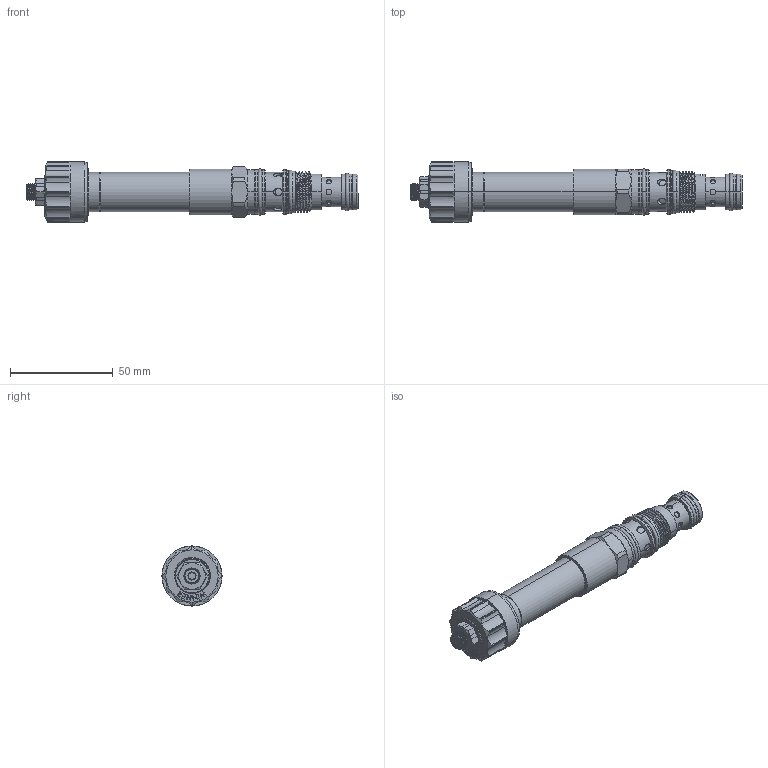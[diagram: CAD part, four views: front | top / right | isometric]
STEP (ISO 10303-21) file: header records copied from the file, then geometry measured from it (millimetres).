
FILE_DESCRIPTION (( 'STEP AP203' ), '1' );
FILE_NAME ('PPC11A3D-L74-1.STEP', '2024-06-27T00:30:36', ( '' ), ( '' ), 'SwSTEP 2.0', 'SolidWorks 2018', '' );
FILE_SCHEMA (( 'CONFIG_CONTROL_DESIGN' ));
Length unit declared in the file: millimetre
Products named in the file (1): PPC11A3D-L74-1
Bounding box: 161.49 x 29.2 x 29.2 mm (x, y, z)
Volume: 53067.3 mm3; surface area: 13844.6 mm2
Topology: 1 solids, 1 shells, 452 faces, 1157 edges, 747 vertices
Faces by surface type: cylinder 192, plane 145, cone 69, torus 26, bspline 20
Entity records: 28367 total; most frequent: CARTESIAN_POINT 17702, ORIENTED_EDGE 2314, DIRECTION 2092, EDGE_CURVE 1157, AXIS2_PLACEMENT_3D 810, VERTEX_POINT 747, EDGE_LOOP 498, VECTOR 472
